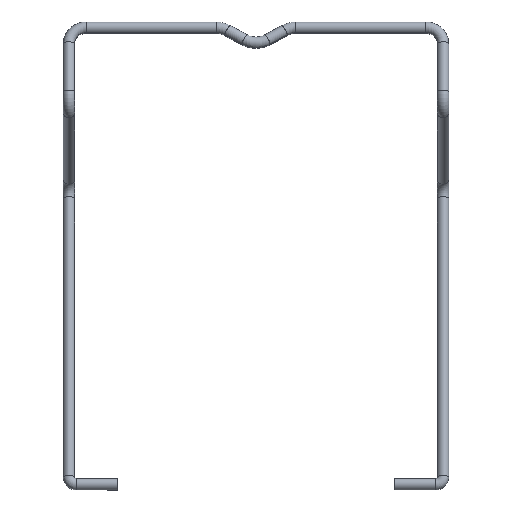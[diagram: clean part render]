
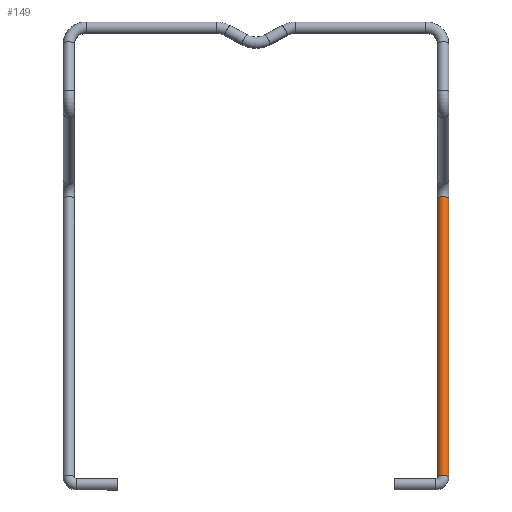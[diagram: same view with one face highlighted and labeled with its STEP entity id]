
A CAD part, front view. The second image highlights one B-rep face of the part: STEP entity #149.
In plain terms, the highlighted cylindrical face has radius 0.5 mm (diameter 1 mm), a partial arc.
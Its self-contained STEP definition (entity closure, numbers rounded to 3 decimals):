
#102=AXIS2_PLACEMENT_3D('Circle Axis2P3D',#100,#101,$) ;
#122=AXIS2_PLACEMENT_3D('Cylinder Axis2P3D',#119,#120,#121) ;
#140=AXIS2_PLACEMENT_3D('Circle Axis2P3D',#138,#139,$) ;
#90=CARTESIAN_POINT('Vertex',(32.816,5.499,1.161)) ;
#97=CARTESIAN_POINT('Vertex',(33.784,5.741,1.098)) ;
#100=CARTESIAN_POINT('Axis2P3D Location',(33.3,5.62,1.129)) ;
#119=CARTESIAN_POINT('Axis2P3D Location',(33.3,8.781,13.353)) ;
#124=CARTESIAN_POINT('Line Origine',(32.816,8.66,13.384)) ;
#128=CARTESIAN_POINT('Vertex',(32.816,11.821,25.608)) ;
#131=CARTESIAN_POINT('Line Origine',(33.784,8.902,13.322)) ;
#135=CARTESIAN_POINT('Vertex',(33.784,12.063,25.545)) ;
#138=CARTESIAN_POINT('Axis2P3D Location',(33.3,11.942,25.577)) ;
#101=DIRECTION('Axis2P3D Direction',(0.,-0.25,-0.968)) ;
#120=DIRECTION('Axis2P3D Direction',(0.,0.25,0.968)) ;
#121=DIRECTION('Axis2P3D XDirection',(-0.968,-0.242,0.063)) ;
#125=DIRECTION('Vector Direction',(0.,0.25,0.968)) ;
#132=DIRECTION('Vector Direction',(0.,0.25,0.968)) ;
#139=DIRECTION('Axis2P3D Direction',(0.,0.25,0.968)) ;
#126=VECTOR('Line Direction',#125,1.) ;
#133=VECTOR('Line Direction',#132,1.) ;
#144=ORIENTED_EDGE('',*,*,#130,.F.) ;
#145=ORIENTED_EDGE('',*,*,#104,.T.) ;
#146=ORIENTED_EDGE('',*,*,#137,.T.) ;
#147=ORIENTED_EDGE('',*,*,#142,.F.) ;
#149=ADVANCED_FACE('CLIP',(#148),#123,.T.) ;
#103=CIRCLE('generated circle',#102,0.5) ;
#141=CIRCLE('generated circle',#140,0.5) ;
#123=CYLINDRICAL_SURFACE('generated cylinder',#122,0.5) ;
#104=EDGE_CURVE('',#91,#98,#103,.F.) ;
#130=EDGE_CURVE('',#91,#129,#127,.T.) ;
#137=EDGE_CURVE('',#98,#136,#134,.T.) ;
#142=EDGE_CURVE('',#129,#136,#141,.T.) ;
#143=EDGE_LOOP('',(#144,#145,#146,#147)) ;
#148=FACE_OUTER_BOUND('',#143,.T.) ;
#127=LINE('Line',#124,#126) ;
#134=LINE('Line',#131,#133) ;
#91=VERTEX_POINT('',#90) ;
#98=VERTEX_POINT('',#97) ;
#129=VERTEX_POINT('',#128) ;
#136=VERTEX_POINT('',#135) ;
